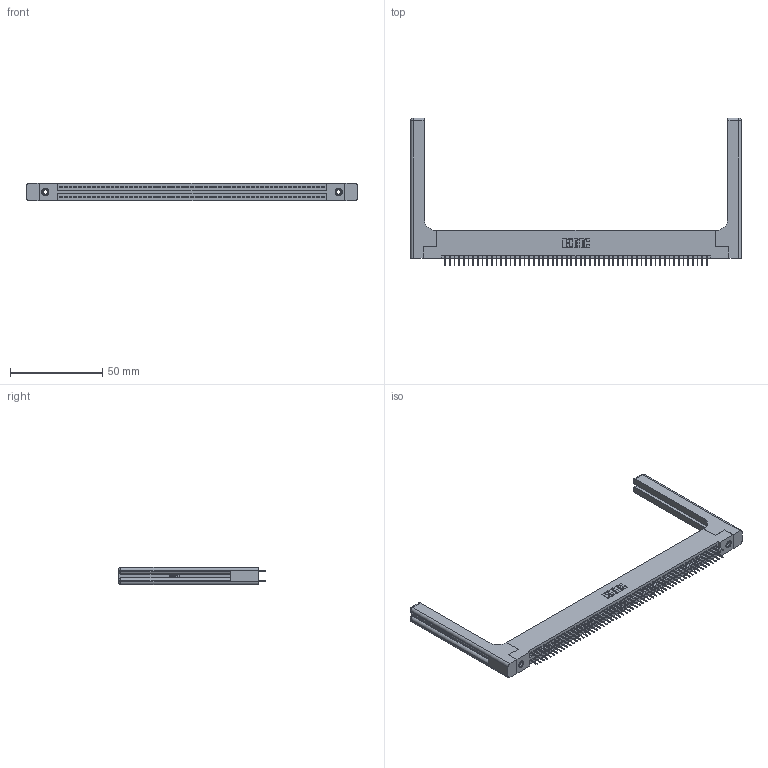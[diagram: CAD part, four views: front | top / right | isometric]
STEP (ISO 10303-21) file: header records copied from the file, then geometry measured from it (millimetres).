
FILE_DESCRIPTION (( 'STEP AP203' ), '1' );
FILE_NAME ('345-114-524-258.STEP', '2019-11-05T02:06:32', ( '' ), ( '' ), 'SwSTEP 2.0', 'SolidWorks 2016', '' );
FILE_SCHEMA (( 'CONFIG_CONTROL_DESIGN' ));
Length unit declared in the file: inch
Products named in the file (5): 345-114-524-258; 345-250-001_345-250-001-102; 345-292-001_345-293-124; 345-220-058_345-220-058; 345 Part_Flush Mounting Lugs - 0.156 Dia-TH
Assembly tree (119 placements, depth 2):
  345-114-524-258
    345 Part_Flush Mounting Lugs - 0.156 Dia-TH
    345-292-001_345-293-124  x114
    345-250-001_345-250-001-102  x2
    345-220-058_345-220-058  x2
Bounding box: 179.81 x 80.31 x 9.4 mm (x, y, z)
Volume: 25908.4 mm3; surface area: 30663.3 mm2
Topology: 119 solids, 119 shells, 6538 faces, 18449 edges, 11822 vertices
Faces by surface type: plane 4674, cylinder 1804, bspline 36, cone 12, sphere 8, torus 4
Entity records: 47960 total; most frequent: CARTESIAN_POINT 9017, ORIENTED_EDGE 7748, DIRECTION 6866, EDGE_CURVE 3874, LINE 3426, VECTOR 3426, VERTEX_POINT 2570, AXIS2_PLACEMENT_3D 1720
